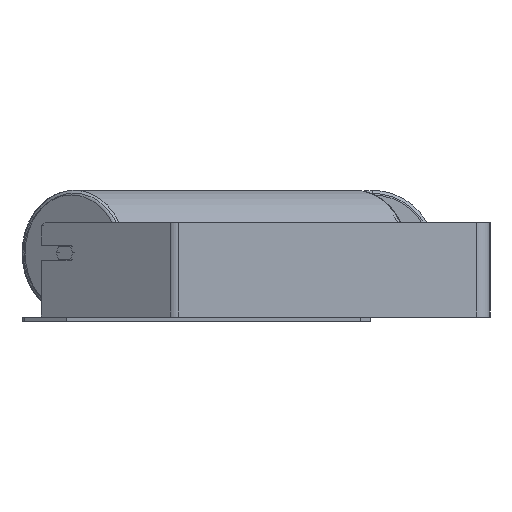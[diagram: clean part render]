
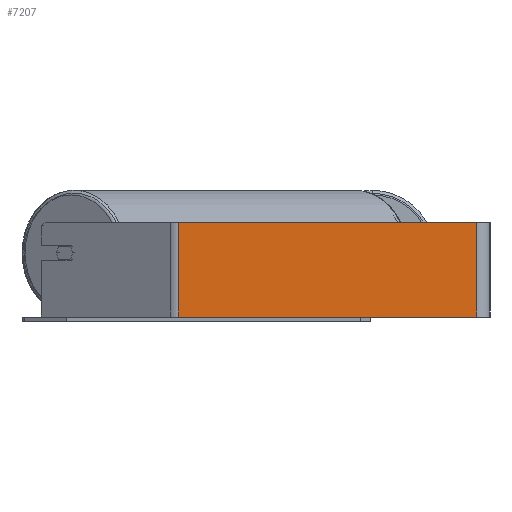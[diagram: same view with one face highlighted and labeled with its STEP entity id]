
A CAD part, left-side view. The second image highlights one B-rep face of the part: STEP entity #7207.
In plain terms, the highlighted planar face has unit normal (-1, 0, 0).
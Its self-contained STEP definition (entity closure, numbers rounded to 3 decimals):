
#132 = CARTESIAN_POINT ( 'NONE',  ( -840., 335.424, 50. ) ) ;
#269 = DIRECTION ( 'NONE',  ( 1., 0., 0. ) ) ;
#309 = LINE ( 'NONE', #3203, #4183 ) ;
#450 = CARTESIAN_POINT ( 'NONE',  ( -840., 14., 50. ) ) ;
#487 = DIRECTION ( 'NONE',  ( 0., 0., -1. ) ) ;
#764 = EDGE_CURVE ( 'NONE', #9058, #5572, #1540, .T. ) ;
#1491 = CARTESIAN_POINT ( 'NONE',  ( -840., 331.009, -50. ) ) ;
#1514 = PLANE ( 'NONE',  #4180 ) ;
#1540 = LINE ( 'NONE', #5996, #8205 ) ;
#1830 = LINE ( 'NONE', #3919, #5710 ) ;
#2117 = CARTESIAN_POINT ( 'NONE',  ( -840., 14., 50. ) ) ;
#3027 = CARTESIAN_POINT ( 'NONE',  ( -840., 331.009, 50. ) ) ;
#3203 = CARTESIAN_POINT ( 'NONE',  ( -840., 335.424, 50. ) ) ;
#3390 = DIRECTION ( 'NONE',  ( 0., -1., 0. ) ) ;
#3880 = LINE ( 'NONE', #450, #8890 ) ;
#3919 = CARTESIAN_POINT ( 'NONE',  ( -840., 331.009, 50. ) ) ;
#3941 = EDGE_LOOP ( 'NONE', ( #5410, #9144, #3955, #8712 ) ) ;
#3955 = ORIENTED_EDGE ( 'NONE', *, *, #7379, .F. ) ;
#4180 = AXIS2_PLACEMENT_3D ( 'NONE', #132, #269, #4491 ) ;
#4183 = VECTOR ( 'NONE', #3390, 1000. ) ;
#4460 = VERTEX_POINT ( 'NONE', #3027 ) ;
#4491 = DIRECTION ( 'NONE',  ( 0., 0., -1. ) ) ;
#4501 = CARTESIAN_POINT ( 'NONE',  ( -840., 14., -50. ) ) ;
#5141 = DIRECTION ( 'NONE',  ( 0., -1., 0. ) ) ;
#5410 = ORIENTED_EDGE ( 'NONE', *, *, #764, .T. ) ;
#5572 = VERTEX_POINT ( 'NONE', #4501 ) ;
#5710 = VECTOR ( 'NONE', #487, 1000. ) ;
#5996 = CARTESIAN_POINT ( 'NONE',  ( -840., 335.424, -50. ) ) ;
#6312 = VERTEX_POINT ( 'NONE', #2117 ) ;
#6762 = FACE_OUTER_BOUND ( 'NONE', #3941, .T. ) ;
#6904 = DIRECTION ( 'NONE',  ( 0., 0., -1. ) ) ;
#7207 = ADVANCED_FACE ( 'NONE', ( #6762 ), #1514, .F. ) ;
#7264 = EDGE_CURVE ( 'NONE', #4460, #9058, #1830, .T. ) ;
#7379 = EDGE_CURVE ( 'NONE', #4460, #6312, #309, .T. ) ;
#7898 = EDGE_CURVE ( 'NONE', #6312, #5572, #3880, .T. ) ;
#8205 = VECTOR ( 'NONE', #5141, 1000. ) ;
#8712 = ORIENTED_EDGE ( 'NONE', *, *, #7264, .T. ) ;
#8890 = VECTOR ( 'NONE', #6904, 1000. ) ;
#9058 = VERTEX_POINT ( 'NONE', #1491 ) ;
#9144 = ORIENTED_EDGE ( 'NONE', *, *, #7898, .F. ) ;
